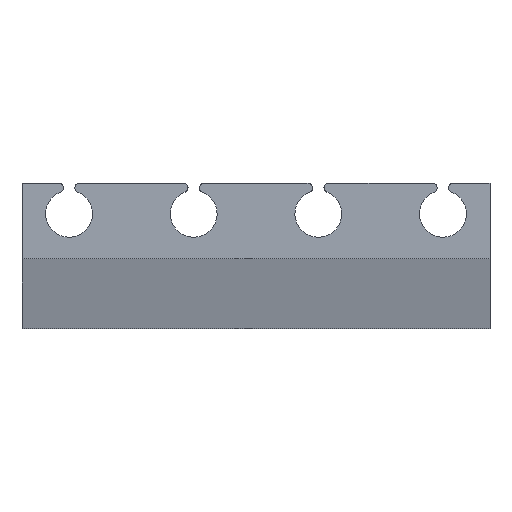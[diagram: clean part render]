
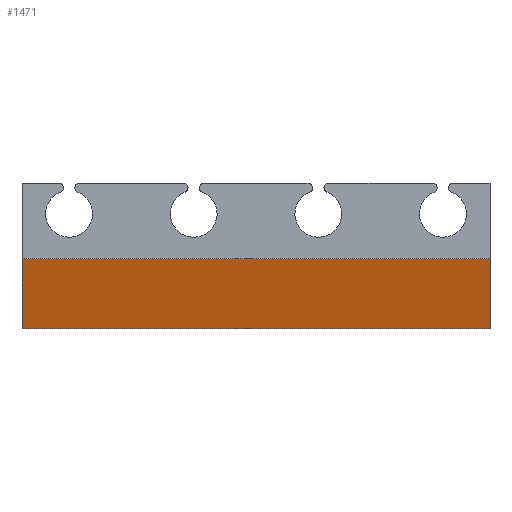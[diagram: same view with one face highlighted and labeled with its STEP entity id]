
A CAD part, front view. The second image highlights one B-rep face of the part: STEP entity #1471.
In plain terms, the highlighted planar face has unit normal (0, -0.966, -0.259).
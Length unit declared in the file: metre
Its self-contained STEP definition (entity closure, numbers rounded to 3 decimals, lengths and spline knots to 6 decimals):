
#383=ORIENTED_EDGE('',*,*,#697,.F.);
#384=ORIENTED_EDGE('',*,*,#673,.F.);
#385=ORIENTED_EDGE('',*,*,#688,.F.);
#386=ORIENTED_EDGE('',*,*,#753,.T.);
#673=EDGE_CURVE('',#890,#891,#990,.T.);
#688=EDGE_CURVE('',#904,#890,#1005,.F.);
#697=EDGE_CURVE('',#891,#912,#1012,.F.);
#753=EDGE_CURVE('',#904,#912,#1068,.T.);
#890=VERTEX_POINT('',#2343);
#891=VERTEX_POINT('',#2345);
#904=VERTEX_POINT('',#2375);
#912=VERTEX_POINT('',#2394);
#990=LINE('',#2344,#1113);
#1005=LINE('',#2376,#1128);
#1012=LINE('',#2393,#1135);
#1068=LINE('',#2508,#1191);
#1113=VECTOR('',#1841,1.);
#1128=VECTOR('',#1862,1.);
#1135=VECTOR('',#1875,1.);
#1191=VECTOR('',#1979,1.);
#1249=EDGE_LOOP('',(#383,#384,#385,#386));
#1344=FACE_BOUND('',#1249,.T.);
#1435=PLANE('',#1617);
#1471=ADVANCED_FACE('',(#1344),#1435,.F.);
#1617=AXIS2_PLACEMENT_3D('',#2513,#1984,#1985);
#1841=DIRECTION('',(1.,0.,0.));
#1862=DIRECTION('',(0.,0.259,-0.966));
#1875=DIRECTION('',(0.,-0.259,0.966));
#1979=DIRECTION('',(1.,0.,0.));
#1984=DIRECTION('',(0.,0.966,0.259));
#1985=DIRECTION('',(-1.,0.,0.));
#2343=CARTESIAN_POINT('',(-0.03246,-0.006155,-0.000072));
#2344=CARTESIAN_POINT('',(0.01749,-0.006155,-0.000072));
#2345=CARTESIAN_POINT('',(0.06744,-0.006155,-0.000072));
#2375=CARTESIAN_POINT('',(-0.03246,-0.002155,-0.015));
#2376=CARTESIAN_POINT('',(-0.03246,-0.002155,-0.015));
#2393=CARTESIAN_POINT('',(0.06744,-0.005616,-0.002084));
#2394=CARTESIAN_POINT('',(0.06744,-0.002155,-0.015));
#2508=CARTESIAN_POINT('',(0.06644,-0.002155,-0.015));
#2513=CARTESIAN_POINT('',(0.01749,-0.002155,-0.015));
